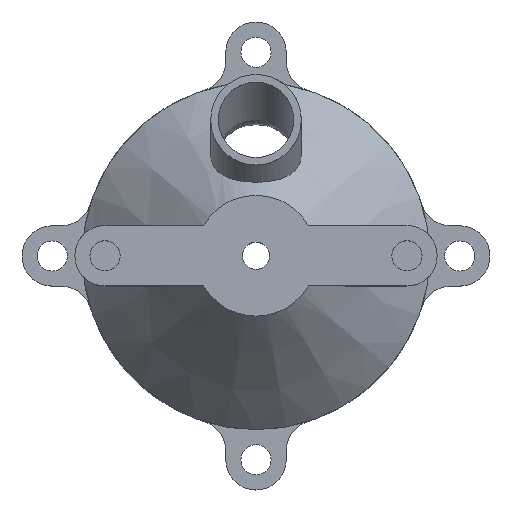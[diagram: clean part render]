
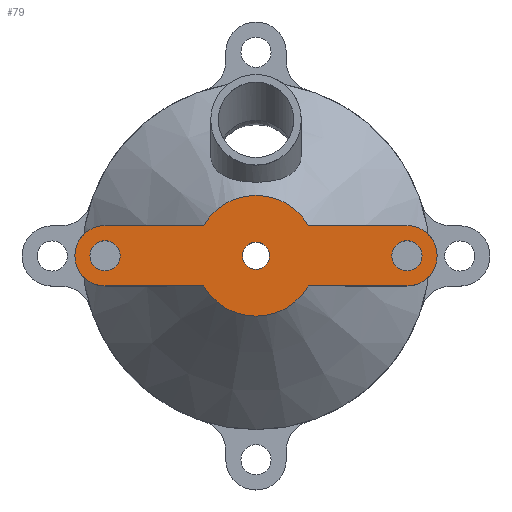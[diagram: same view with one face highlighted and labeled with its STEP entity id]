
A CAD part, top view. The second image highlights one B-rep face of the part: STEP entity #79.
In plain terms, the highlighted planar face has unit normal (0, 0, 1).
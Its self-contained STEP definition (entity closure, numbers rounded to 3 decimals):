
#79=ADVANCED_FACE('',(#559,#561,#563,#565),#567,.T.);
#559=FACE_BOUND('',#560,.T.);
#560=EDGE_LOOP('',(#1047,#1048,#1049,#1050,#1051,#1052,#1053,#1054));
#561=FACE_BOUND('',#562,.T.);
#562=EDGE_LOOP('',(#1055));
#563=FACE_BOUND('',#564,.T.);
#564=EDGE_LOOP('',(#1056));
#565=FACE_BOUND('',#566,.T.);
#566=EDGE_LOOP('',(#1057));
#567=PLANE('',#568);
#568=AXIS2_PLACEMENT_3D('',#569,#570,#571);
#569=CARTESIAN_POINT('',(0.,0.,20.));
#570=DIRECTION('',(0.,0.,1.));
#571=DIRECTION('',(-1.,0.,0.));
#1047=ORIENTED_EDGE('',*,*,#1301,.F.);
#1048=ORIENTED_EDGE('',*,*,#1318,.T.);
#1049=ORIENTED_EDGE('',*,*,#1319,.T.);
#1050=ORIENTED_EDGE('',*,*,#1320,.T.);
#1051=ORIENTED_EDGE('',*,*,#1308,.F.);
#1052=ORIENTED_EDGE('',*,*,#1317,.T.);
#1053=ORIENTED_EDGE('',*,*,#1321,.T.);
#1054=ORIENTED_EDGE('',*,*,#1322,.T.);
#1055=ORIENTED_EDGE('',*,*,#1323,.T.);
#1056=ORIENTED_EDGE('',*,*,#1324,.T.);
#1057=ORIENTED_EDGE('',*,*,#1312,.T.);
#1301=EDGE_CURVE('',#1532,#1534,#1535,.T.);
#1308=EDGE_CURVE('',#1546,#1548,#1549,.T.);
#1312=EDGE_CURVE('',#1555,#1555,#1556,.F.);
#1317=EDGE_CURVE('',#1546,#1562,#1564,.T.);
#1318=EDGE_CURVE('',#1532,#1565,#1566,.T.);
#1319=EDGE_CURVE('',#1565,#1567,#1568,.T.);
#1320=EDGE_CURVE('',#1567,#1548,#1569,.T.);
#1321=EDGE_CURVE('',#1562,#1570,#1571,.T.);
#1322=EDGE_CURVE('',#1570,#1534,#1572,.T.);
#1323=EDGE_CURVE('',#1573,#1573,#1574,.F.);
#1324=EDGE_CURVE('',#1575,#1575,#1576,.F.);
#1532=VERTEX_POINT('',#2257);
#1534=VERTEX_POINT('',#2278);
#1535=CIRCLE('',#2279,8.);
#1546=VERTEX_POINT('',#2426);
#1548=VERTEX_POINT('',#2447);
#1549=CIRCLE('',#2448,8.);
#1555=VERTEX_POINT('',#2557);
#1556=CIRCLE('',#2558,1.8);
#1562=VERTEX_POINT('',#2619);
#1564=LINE('',#2623,#2624);
#1565=VERTEX_POINT('',#2626);
#1566=LINE('',#2627,#2628);
#1567=VERTEX_POINT('',#2630);
#1568=CIRCLE('',#2631,4.);
#1569=LINE('',#2635,#2636);
#1570=VERTEX_POINT('',#2638);
#1571=CIRCLE('',#2639,4.);
#1572=LINE('',#2643,#2644);
#1573=VERTEX_POINT('',#2646);
#1574=CIRCLE('',#2647,2.);
#1575=VERTEX_POINT('',#2651);
#1576=CIRCLE('',#2652,2.);
#2257=CARTESIAN_POINT('',(6.928,-4.,20.));
#2278=CARTESIAN_POINT('',(-6.928,-4.,20.));
#2279=AXIS2_PLACEMENT_3D('',#2280,#2281,#2282);
#2280=CARTESIAN_POINT('',(0.,0.,20.));
#2281=DIRECTION('',(0.,0.,-1.));
#2282=DIRECTION('',(0.866,-0.5,0.));
#2426=CARTESIAN_POINT('',(-6.928,4.,20.));
#2447=CARTESIAN_POINT('',(6.928,4.,20.));
#2448=AXIS2_PLACEMENT_3D('',#2449,#2450,#2451);
#2449=CARTESIAN_POINT('',(0.,0.,20.));
#2450=DIRECTION('',(0.,0.,-1.));
#2451=DIRECTION('',(-0.866,0.5,0.));
#2557=CARTESIAN_POINT('',(0.,-1.8,20.));
#2558=AXIS2_PLACEMENT_3D('',#2559,#2560,#2561);
#2559=CARTESIAN_POINT('',(0.,0.,20.));
#2560=DIRECTION('',(0.,0.,1.));
#2561=DIRECTION('',(0.,-1.,0.));
#2619=CARTESIAN_POINT('',(-20.,4.,20.));
#2623=CARTESIAN_POINT('',(-6.928,4.,20.));
#2624=VECTOR('',#2625,1.);
#2625=DIRECTION('',(-1.,0.,0.));
#2626=CARTESIAN_POINT('',(20.,-4.,20.));
#2627=CARTESIAN_POINT('',(6.928,-4.,20.));
#2628=VECTOR('',#2629,1.);
#2629=DIRECTION('',(1.,0.,0.));
#2630=CARTESIAN_POINT('',(20.,4.,20.));
#2631=AXIS2_PLACEMENT_3D('',#2632,#2633,#2634);
#2632=CARTESIAN_POINT('',(20.,0.,20.));
#2633=DIRECTION('',(0.,0.,1.));
#2634=DIRECTION('',(0.,-1.,0.));
#2635=CARTESIAN_POINT('',(20.,4.,20.));
#2636=VECTOR('',#2637,1.);
#2637=DIRECTION('',(-1.,0.,0.));
#2638=CARTESIAN_POINT('',(-20.,-4.,20.));
#2639=AXIS2_PLACEMENT_3D('',#2640,#2641,#2642);
#2640=CARTESIAN_POINT('',(-20.,0.,20.));
#2641=DIRECTION('',(0.,0.,1.));
#2642=DIRECTION('',(0.,1.,0.));
#2643=CARTESIAN_POINT('',(-20.,-4.,20.));
#2644=VECTOR('',#2645,1.);
#2645=DIRECTION('',(1.,0.,0.));
#2646=CARTESIAN_POINT('',(-20.,2.,20.));
#2647=AXIS2_PLACEMENT_3D('',#2648,#2649,#2650);
#2648=CARTESIAN_POINT('',(-20.,0.,20.));
#2649=DIRECTION('',(0.,0.,1.));
#2650=DIRECTION('',(0.,1.,0.));
#2651=CARTESIAN_POINT('',(20.,2.,20.));
#2652=AXIS2_PLACEMENT_3D('',#2653,#2654,#2655);
#2653=CARTESIAN_POINT('',(20.,0.,20.));
#2654=DIRECTION('',(0.,0.,1.));
#2655=DIRECTION('',(0.,1.,0.));
